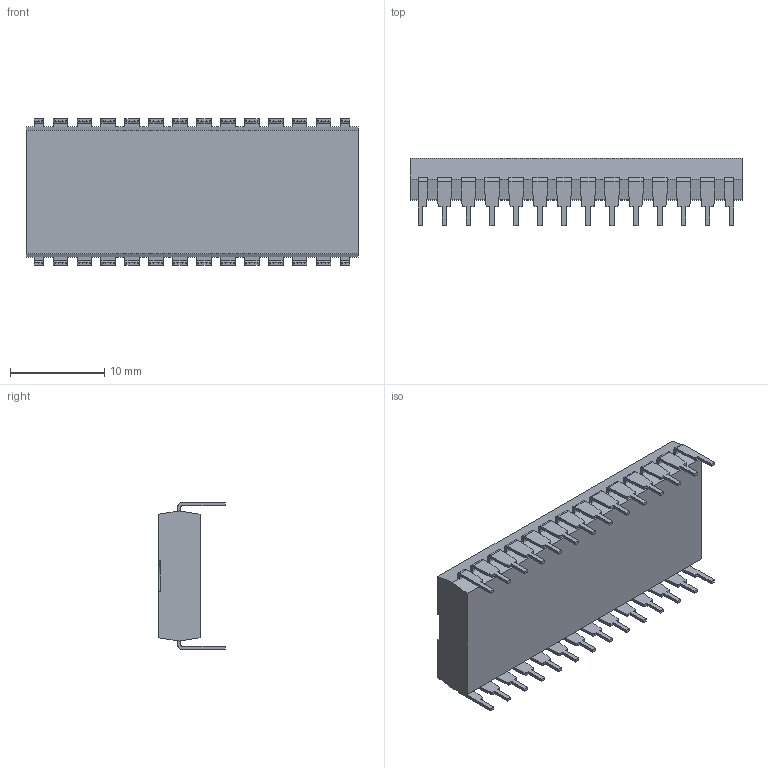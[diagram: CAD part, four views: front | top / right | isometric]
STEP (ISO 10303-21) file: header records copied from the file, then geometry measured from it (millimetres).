
FILE_DESCRIPTION(/* description */ (''),/* implementation_level */ '2;1');
FILE_NAME(/* name */ 'IC DIP Wide 28-pin.step',/* time_stamp */ '2019-03-12T10:01:29+11:00',/* author */ ('austfox'),/* organization */ (''),/* preprocessor_version */ 'ST-DEVELOPER v17.2',/* originating_system */ 'Autodesk Translation Framework v7.6.0.251',/* authorisation */ '');
FILE_SCHEMA (('AUTOMOTIVE_DESIGN { 1 0 10303 214 3 1 1 }'));
Length unit declared in the file: millimetre
Products named in the file (1): IC DIP Wide 28-pin
Bounding box: 35.2 x 7.1 x 15.54 mm (x, y, z)
Volume: 2144.9 mm3; surface area: 1905.3 mm2
Topology: 29 solids, 29 shells, 498 faces, 1320 edges, 880 vertices
Faces by surface type: plane 389, cylinder 109
Entity records: 15334 total; most frequent: CARTESIAN_POINT 2699, ORIENTED_EDGE 2640, DIRECTION 2536, EDGE_CURVE 1320, LINE 1102, VECTOR 1102, VERTEX_POINT 880, AXIS2_PLACEMENT_3D 717
